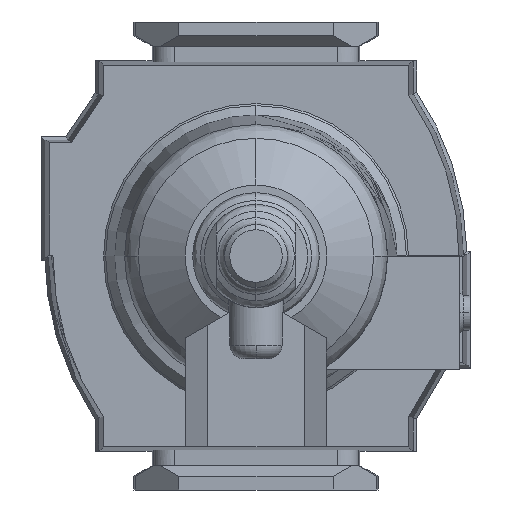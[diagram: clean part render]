
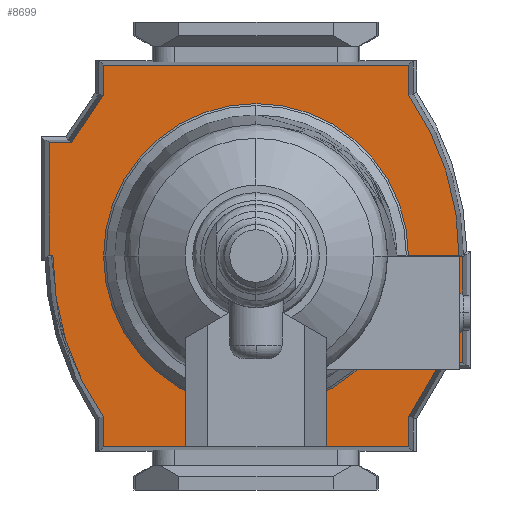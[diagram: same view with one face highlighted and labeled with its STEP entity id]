
A CAD part, front view. The second image highlights one B-rep face of the part: STEP entity #8699.
In plain terms, the highlighted planar face has unit normal (0, -1, 0).
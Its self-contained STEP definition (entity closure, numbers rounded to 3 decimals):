
#1 = CARTESIAN_POINT ( 'NONE',  ( 23.35, -38.5, 22.2 ) ) ;
#44 = CARTESIAN_POINT ( 'NONE',  ( -27.75, -38.5, 22.2 ) ) ;
#197 = VECTOR ( 'NONE', #8990, 1000. ) ;
#232 = EDGE_CURVE ( 'NONE', #4929, #5867, #810, .T. ) ;
#246 = VECTOR ( 'NONE', #6020, 1000. ) ;
#363 = DIRECTION ( 'NONE',  ( -0.863, 0., 0.506 ) ) ;
#487 = VERTEX_POINT ( 'NONE', #10647 ) ;
#548 = VECTOR ( 'NONE', #7077, 1000. ) ;
#648 = LINE ( 'NONE', #4219, #5163 ) ;
#692 = DIRECTION ( 'NONE',  ( 0., 0., 1. ) ) ;
#810 = LINE ( 'NONE', #10659, #5764 ) ;
#814 = LINE ( 'NONE', #3186, #5120 ) ;
#874 = EDGE_CURVE ( 'NONE', #9382, #10690, #5394, .T. ) ;
#989 = VERTEX_POINT ( 'NONE', #6626 ) ;
#1050 = DIRECTION ( 'NONE',  ( 1., 0., 0. ) ) ;
#1053 = EDGE_CURVE ( 'NONE', #3603, #1739, #9820, .T. ) ;
#1069 = ORIENTED_EDGE ( 'NONE', *, *, #8630, .F. ) ;
#1175 = ORIENTED_EDGE ( 'NONE', *, *, #5076, .F. ) ;
#1250 = DIRECTION ( 'NONE',  ( -1., 0., 0. ) ) ;
#1253 = LINE ( 'NONE', #8646, #1849 ) ;
#1292 = DIRECTION ( 'NONE',  ( 0., 0., -1. ) ) ;
#1347 = VECTOR ( 'NONE', #5375, 1000. ) ;
#1471 = VECTOR ( 'NONE', #1250, 1000. ) ;
#1661 = CARTESIAN_POINT ( 'NONE',  ( -0.1, -38.5, -30. ) ) ;
#1677 = VERTEX_POINT ( 'NONE', #2125 ) ;
#1685 = EDGE_CURVE ( 'NONE', #10104, #1677, #3763, .T. ) ;
#1739 = VERTEX_POINT ( 'NONE', #2384 ) ;
#1740 = EDGE_CURVE ( 'NONE', #1739, #7808, #2272, .T. ) ;
#1845 = VERTEX_POINT ( 'NONE', #10729 ) ;
#1849 = VECTOR ( 'NONE', #3685, 1000. ) ;
#1984 = PLANE ( 'NONE',  #10410 ) ;
#2029 = EDGE_CURVE ( 'NONE', #10615, #5970, #3762, .T. ) ;
#2046 = CARTESIAN_POINT ( 'NONE',  ( 23.383, -38.5, -22.2 ) ) ;
#2107 = EDGE_CURVE ( 'NONE', #7808, #9382, #7930, .T. ) ;
#2123 = CARTESIAN_POINT ( 'NONE',  ( -15.5, -38.5, -26.8 ) ) ;
#2125 = CARTESIAN_POINT ( 'NONE',  ( 16.5, -38.5, 30. ) ) ;
#2178 = CIRCLE ( 'NONE', #3739, 41.1 ) ;
#2196 = DIRECTION ( 'NONE',  ( 0., 1., 0. ) ) ;
#2272 = LINE ( 'NONE', #1661, #197 ) ;
#2384 = CARTESIAN_POINT ( 'NONE',  ( -0.1, -38.5, -29.5 ) ) ;
#2424 = DIRECTION ( 'NONE',  ( 1., 0., 0. ) ) ;
#2447 = ORIENTED_EDGE ( 'NONE', *, *, #3774, .F. ) ;
#2466 = EDGE_LOOP ( 'NONE', ( #2447, #8189, #7989, #9704, #10039, #10193, #4979, #4015, #8005, #6709, #4582, #5571, #10182, #6730, #7276, #1175, #1069 ) ) ;
#2501 = VECTOR ( 'NONE', #5450, 1000. ) ;
#2554 = CARTESIAN_POINT ( 'NONE',  ( -0.1, -38.5, -30. ) ) ;
#2583 = DIRECTION ( 'NONE',  ( 0., 0., 1. ) ) ;
#2684 = CARTESIAN_POINT ( 'NONE',  ( 23.383, -38.5, -22.2 ) ) ;
#2825 = EDGE_CURVE ( 'NONE', #10690, #1845, #10233, .T. ) ;
#2857 = CARTESIAN_POINT ( 'NONE',  ( -28.86, -38.5, 31.2 ) ) ;
#2896 = VECTOR ( 'NONE', #363, 1000. ) ;
#2916 = FACE_OUTER_BOUND ( 'NONE', #2466, .T. ) ;
#2970 = DIRECTION ( 'NONE',  ( 0., 0., -1. ) ) ;
#3112 = CARTESIAN_POINT ( 'NONE',  ( 27.75, -38.5, 22.2 ) ) ;
#3128 = DIRECTION ( 'NONE',  ( 0., 0., 1. ) ) ;
#3186 = CARTESIAN_POINT ( 'NONE',  ( 0.1, -38.5, 30. ) ) ;
#3433 = CARTESIAN_POINT ( 'NONE',  ( 0.1, -38.5, 29.5 ) ) ;
#3576 = EDGE_CURVE ( 'NONE', #5341, #4929, #648, .T. ) ;
#3603 = VERTEX_POINT ( 'NONE', #2684 ) ;
#3685 = DIRECTION ( 'NONE',  ( -1., 0., 0. ) ) ;
#3739 = AXIS2_PLACEMENT_3D ( 'NONE', #5415, #2196, #7348 ) ;
#3762 = CIRCLE ( 'NONE', #5145, 41.1 ) ;
#3763 = LINE ( 'NONE', #5343, #2501 ) ;
#3771 = LINE ( 'NONE', #5404, #8191 ) ;
#3774 = EDGE_CURVE ( 'NONE', #1845, #487, #1253, .T. ) ;
#3946 = VERTEX_POINT ( 'NONE', #7597 ) ;
#4015 = ORIENTED_EDGE ( 'NONE', *, *, #8297, .F. ) ;
#4219 = CARTESIAN_POINT ( 'NONE',  ( 23.35, -38.5, 22.2 ) ) ;
#4276 = DIRECTION ( 'NONE',  ( 0.83, 0., -0.557 ) ) ;
#4363 = EDGE_CURVE ( 'NONE', #3946, #3603, #8754, .T. ) ;
#4511 = CARTESIAN_POINT ( 'NONE',  ( -23.383, -38.5, 22.2 ) ) ;
#4545 = DIRECTION ( 'NONE',  ( 0., -1., 0. ) ) ;
#4582 = ORIENTED_EDGE ( 'NONE', *, *, #4799, .F. ) ;
#4799 = EDGE_CURVE ( 'NONE', #1677, #5341, #3771, .T. ) ;
#4859 = CARTESIAN_POINT ( 'NONE',  ( 0., -38.5, 11.6 ) ) ;
#4929 = VERTEX_POINT ( 'NONE', #1 ) ;
#4978 = CARTESIAN_POINT ( 'NONE',  ( 0., -38.5, -11.6 ) ) ;
#4979 = ORIENTED_EDGE ( 'NONE', *, *, #4363, .F. ) ;
#5048 = VECTOR ( 'NONE', #1050, 1000. ) ;
#5076 = EDGE_CURVE ( 'NONE', #989, #6010, #8605, .T. ) ;
#5120 = VECTOR ( 'NONE', #6507, 1000. ) ;
#5145 = AXIS2_PLACEMENT_3D ( 'NONE', #4978, #7273, #3128 ) ;
#5163 = VECTOR ( 'NONE', #4276, 1000. ) ;
#5179 = LINE ( 'NONE', #7634, #246 ) ;
#5341 = VERTEX_POINT ( 'NONE', #10731 ) ;
#5343 = CARTESIAN_POINT ( 'NONE',  ( 16.5, -38.5, 30. ) ) ;
#5375 = DIRECTION ( 'NONE',  ( -1., 0., 0. ) ) ;
#5394 = LINE ( 'NONE', #2123, #548 ) ;
#5404 = CARTESIAN_POINT ( 'NONE',  ( 16.5, -38.5, 26.8 ) ) ;
#5415 = CARTESIAN_POINT ( 'NONE',  ( 0., -38.5, -11.6 ) ) ;
#5450 = DIRECTION ( 'NONE',  ( 1., 0., 0. ) ) ;
#5571 = ORIENTED_EDGE ( 'NONE', *, *, #1685, .F. ) ;
#5577 = DIRECTION ( 'NONE',  ( 0., 1., 0. ) ) ;
#5764 = VECTOR ( 'NONE', #2424, 1000. ) ;
#5784 = EDGE_CURVE ( 'NONE', #5970, #10104, #814, .T. ) ;
#5867 = VERTEX_POINT ( 'NONE', #3112 ) ;
#5970 = VERTEX_POINT ( 'NONE', #3433 ) ;
#6010 = VERTEX_POINT ( 'NONE', #4511 ) ;
#6020 = DIRECTION ( 'NONE',  ( 0., 0., -1. ) ) ;
#6507 = DIRECTION ( 'NONE',  ( 0., 0., 1. ) ) ;
#6626 = CARTESIAN_POINT ( 'NONE',  ( -27.75, -38.5, 22.2 ) ) ;
#6709 = ORIENTED_EDGE ( 'NONE', *, *, #3576, .F. ) ;
#6730 = ORIENTED_EDGE ( 'NONE', *, *, #2029, .F. ) ;
#6948 = CARTESIAN_POINT ( 'NONE',  ( -23.35, -38.5, -22.2 ) ) ;
#7036 = EDGE_CURVE ( 'NONE', #6010, #10615, #2178, .T. ) ;
#7077 = DIRECTION ( 'NONE',  ( 0., 0., 1. ) ) ;
#7107 = CARTESIAN_POINT ( 'NONE',  ( -15.5, -38.5, -30. ) ) ;
#7273 = DIRECTION ( 'NONE',  ( 0., 1., 0. ) ) ;
#7276 = ORIENTED_EDGE ( 'NONE', *, *, #7036, .F. ) ;
#7348 = DIRECTION ( 'NONE',  ( 0., 0., 1. ) ) ;
#7597 = CARTESIAN_POINT ( 'NONE',  ( 27.75, -38.5, -22.2 ) ) ;
#7634 = CARTESIAN_POINT ( 'NONE',  ( 27.75, -38.5, -22.2 ) ) ;
#7673 = CARTESIAN_POINT ( 'NONE',  ( -15.5, -38.5, -30. ) ) ;
#7808 = VERTEX_POINT ( 'NONE', #2554 ) ;
#7930 = LINE ( 'NONE', #7107, #1471 ) ;
#7969 = CARTESIAN_POINT ( 'NONE',  ( -15.5, -38.5, -26.8 ) ) ;
#7989 = ORIENTED_EDGE ( 'NONE', *, *, #874, .F. ) ;
#8005 = ORIENTED_EDGE ( 'NONE', *, *, #232, .F. ) ;
#8189 = ORIENTED_EDGE ( 'NONE', *, *, #2825, .F. ) ;
#8191 = VECTOR ( 'NONE', #1292, 1000. ) ;
#8297 = EDGE_CURVE ( 'NONE', #5867, #3946, #5179, .T. ) ;
#8421 = AXIS2_PLACEMENT_3D ( 'NONE', #4859, #5577, #692 ) ;
#8488 = LINE ( 'NONE', #44, #9356 ) ;
#8551 = CARTESIAN_POINT ( 'NONE',  ( -23.383, -38.5, 22.2 ) ) ;
#8605 = LINE ( 'NONE', #8551, #5048 ) ;
#8630 = EDGE_CURVE ( 'NONE', #487, #989, #8488, .T. ) ;
#8646 = CARTESIAN_POINT ( 'NONE',  ( -27.75, -38.5, -22.2 ) ) ;
#8699 = ADVANCED_FACE ( 'NONE', ( #2916 ), #1984, .T. ) ;
#8754 = LINE ( 'NONE', #2046, #1347 ) ;
#8990 = DIRECTION ( 'NONE',  ( 0., 0., -1. ) ) ;
#9272 = CARTESIAN_POINT ( 'NONE',  ( 0., -38.5, 29.5 ) ) ;
#9356 = VECTOR ( 'NONE', #2583, 1000. ) ;
#9382 = VERTEX_POINT ( 'NONE', #7673 ) ;
#9501 = CARTESIAN_POINT ( 'NONE',  ( 0.1, -38.5, 30. ) ) ;
#9704 = ORIENTED_EDGE ( 'NONE', *, *, #2107, .F. ) ;
#9820 = CIRCLE ( 'NONE', #8421, 41.1 ) ;
#10039 = ORIENTED_EDGE ( 'NONE', *, *, #1740, .F. ) ;
#10104 = VERTEX_POINT ( 'NONE', #9501 ) ;
#10182 = ORIENTED_EDGE ( 'NONE', *, *, #5784, .F. ) ;
#10193 = ORIENTED_EDGE ( 'NONE', *, *, #1053, .F. ) ;
#10233 = LINE ( 'NONE', #6948, #2896 ) ;
#10410 = AXIS2_PLACEMENT_3D ( 'NONE', #2857, #4545, #2970 ) ;
#10615 = VERTEX_POINT ( 'NONE', #9272 ) ;
#10647 = CARTESIAN_POINT ( 'NONE',  ( -27.75, -38.5, -22.2 ) ) ;
#10659 = CARTESIAN_POINT ( 'NONE',  ( 27.75, -38.5, 22.2 ) ) ;
#10690 = VERTEX_POINT ( 'NONE', #7969 ) ;
#10729 = CARTESIAN_POINT ( 'NONE',  ( -23.35, -38.5, -22.2 ) ) ;
#10731 = CARTESIAN_POINT ( 'NONE',  ( 16.5, -38.5, 26.8 ) ) ;
